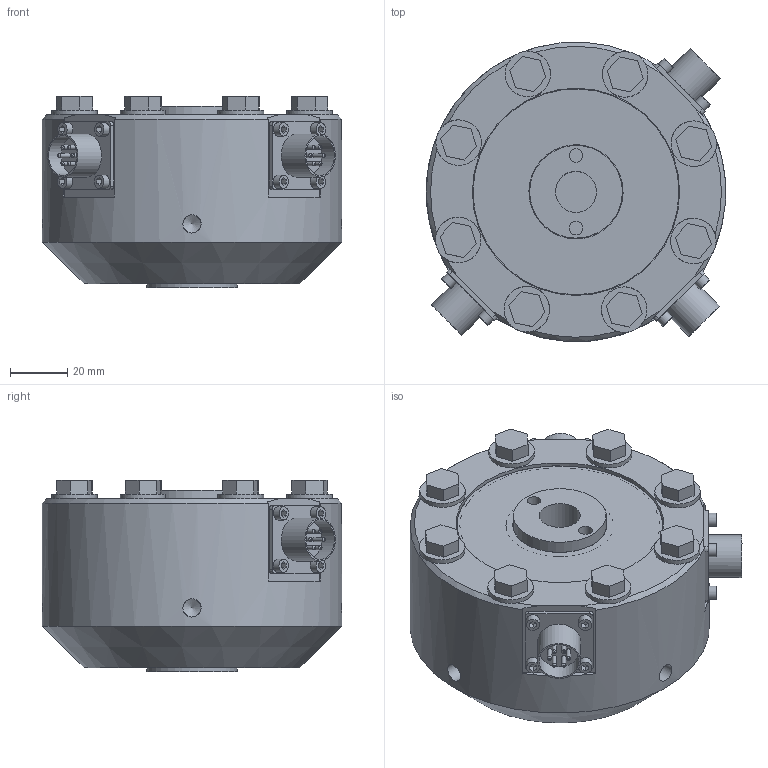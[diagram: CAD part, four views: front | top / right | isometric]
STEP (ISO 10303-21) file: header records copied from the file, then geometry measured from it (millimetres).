
FILE_DESCRIPTION((''),'2;1');
FILE_NAME('MTA500.stp','2011-04-14T11:42:49',('thomasl'),(''),'Autodesk Inventor 2011','Autodesk Inventor 2011','');
FILE_SCHEMA(('AUTOMOTIVE_DESIGN { 1 0 10303 214 1 1 1 1 }'));
Length unit declared in the file: inch
Products named in the file (2): FI1008-D (SubstituteLevelofDetail1); FI1008-D_Substitute_1
Assembly tree (1 placements, depth 2):
  FI1008-D (SubstituteLevelofDetail1)
    FI1008-D_Substitute_1
Bounding box: 104.65 x 104.65 x 66.75 mm (x, y, z)
Volume: 379770.5 mm3; surface area: 94919.1 mm2
Topology: 1 solids, 35 shells, 594 faces, 1374 edges, 915 vertices
Faces by surface type: plane 320, cylinder 192, cone 52, bspline 18, torus 12
Full cylindrical faces by diameter (mm): 1.524 x37, 2.261 x12, 2.845 x12, 3.175 x1, 3.302 x12, 4.648 x12, 4.75 x3, 4.763 x4, 5.555 x8, 6.35 x12, 7.137 x8, 13.97 x3, 14.351 x1, 14.554 x3, 14.684 x1, 14.986 x3, 15.875 x11, 31.75 x1, 32.385 x2, 32.893 x2, 71.882 x2, 72.263 x1, 72.39 x2, 76.2 x1, 101.6 x1, 104.648 x1
Entity records: 17042 total; most frequent: CARTESIAN_POINT 4270, DIRECTION 2588, ORIENTED_EDGE 2028, AXIS2_PLACEMENT_3D 1054, EDGE_CURVE 1014, EDGE_LOOP 932, VERTEX_POINT 774, STYLED_ITEM 595
